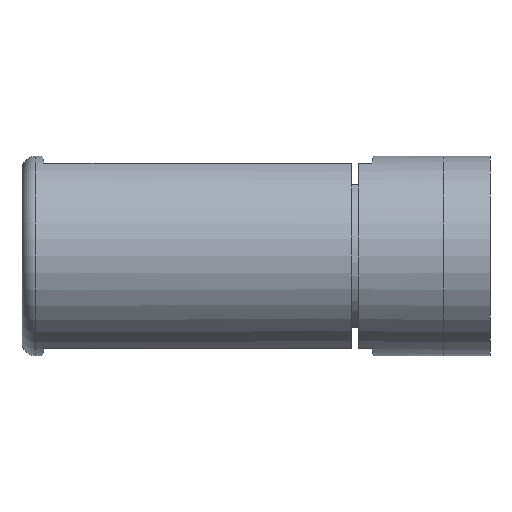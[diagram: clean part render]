
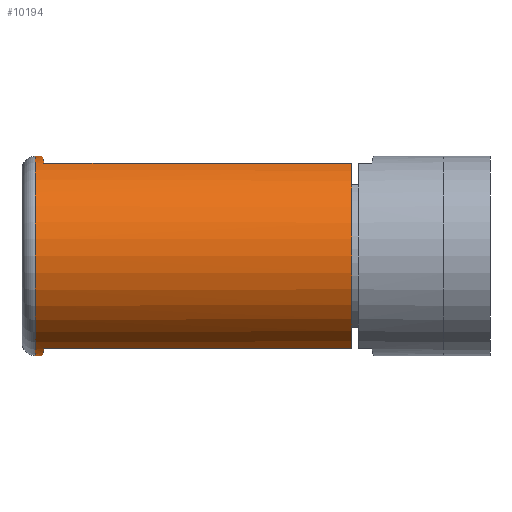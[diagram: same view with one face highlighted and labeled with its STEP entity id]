
A CAD part, left-side view. The second image highlights one B-rep face of the part: STEP entity #10194.
In plain terms, the highlighted cylindrical face has radius 15 mm (diameter 30 mm), a full revolution.
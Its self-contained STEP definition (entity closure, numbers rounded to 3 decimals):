
#26 = AXIS2_PLACEMENT_3D ( 'NONE', #2195, #10237, #14115 ) ;
#97 = CARTESIAN_POINT ( 'NONE',  ( 5.5, 4.788, 13.955 ) ) ;
#285 = VERTEX_POINT ( 'NONE', #16554 ) ;
#303 = EDGE_CURVE ( 'NONE', #1895, #16086, #2619, .T. ) ;
#548 = DIRECTION ( 'NONE',  ( 0., -1., 0. ) ) ;
#1003 = EDGE_CURVE ( 'NONE', #12955, #9001, #15020, .T. ) ;
#1103 = EDGE_CURVE ( 'NONE', #12995, #5477, #9931, .T. ) ;
#1156 = CARTESIAN_POINT ( 'NONE',  ( 5.5, 4.788, -13.955 ) ) ;
#1215 = VECTOR ( 'NONE', #10018, 1000. ) ;
#1541 = DIRECTION ( 'NONE',  ( 0., 1., 0. ) ) ;
#1895 = VERTEX_POINT ( 'NONE', #97 ) ;
#1965 = CARTESIAN_POINT ( 'NONE',  ( -5.5, 51.15, 13.955 ) ) ;
#2038 = LINE ( 'NONE', #8695, #15825 ) ;
#2195 = CARTESIAN_POINT ( 'NONE',  ( 0., 51.15, 0. ) ) ;
#2392 = EDGE_CURVE ( 'NONE', #5477, #5166, #2038, .T. ) ;
#2394 = EDGE_LOOP ( 'NONE', ( #6599 ) ) ;
#2619 =( BOUNDED_CURVE ( )  B_SPLINE_CURVE ( 3, ( #14818, #16154, #14644, #6682 ),
 .UNSPECIFIED., .F., .F. ) 
 B_SPLINE_CURVE_WITH_KNOTS ( ( 4, 4 ),
 ( 4.337, 4.712 ),
 .UNSPECIFIED. ) 
 CURVE ( )  GEOMETRIC_REPRESENTATION_ITEM ( )  RATIONAL_B_SPLINE_CURVE ( ( 1., 0.988, 0.988, 1. ) ) 
 REPRESENTATION_ITEM ( '' )  );
#3050 = VERTEX_POINT ( 'NONE', #7829 ) ;
#3073 = CARTESIAN_POINT ( 'NONE',  ( -1.888, 4.599, -15. ) ) ;
#3130 = CARTESIAN_POINT ( 'NONE',  ( -5.5, 4.788, 13.955 ) ) ;
#3146 = CIRCLE ( 'NONE', #26, 15. ) ;
#3590 = AXIS2_PLACEMENT_3D ( 'NONE', #15009, #7221, #9955 ) ;
#4165 = CARTESIAN_POINT ( 'NONE',  ( -5.5, 51.15, -13.955 ) ) ;
#4638 = CARTESIAN_POINT ( 'NONE',  ( 5.5, 51.15, 13.955 ) ) ;
#4745 = ORIENTED_EDGE ( 'NONE', *, *, #2392, .T. ) ;
#4868 = ORIENTED_EDGE ( 'NONE', *, *, #303, .T. ) ;
#5062 = ORIENTED_EDGE ( 'NONE', *, *, #6151, .T. ) ;
#5166 = VERTEX_POINT ( 'NONE', #6164 ) ;
#5219 = VECTOR ( 'NONE', #5648, 1000. ) ;
#5279 = CARTESIAN_POINT ( 'NONE',  ( 0., 4.5, 15. ) ) ;
#5477 = VERTEX_POINT ( 'NONE', #1156 ) ;
#5566 = FACE_OUTER_BOUND ( 'NONE', #2394, .T. ) ;
#5648 = DIRECTION ( 'NONE',  ( 0., -1., 0. ) ) ;
#5784 = VERTEX_POINT ( 'NONE', #1965 ) ;
#5913 = EDGE_CURVE ( 'NONE', #12955, #5784, #3146, .T. ) ;
#6065 = LINE ( 'NONE', #12623, #1215 ) ;
#6151 = EDGE_CURVE ( 'NONE', #16086, #3050, #14399, .T. ) ;
#6164 = CARTESIAN_POINT ( 'NONE',  ( 5.5, 51.15, -13.955 ) ) ;
#6272 = EDGE_CURVE ( 'NONE', #8165, #1895, #11494, .T. ) ;
#6304 =( BOUNDED_CURVE ( )  B_SPLINE_CURVE ( 3, ( #11001, #9850, #3073, #6954 ),
 .UNSPECIFIED., .F., .F. ) 
 B_SPLINE_CURVE_WITH_KNOTS ( ( 4, 4 ),
 ( 4.337, 4.712 ),
 .UNSPECIFIED. ) 
 CURVE ( )  GEOMETRIC_REPRESENTATION_ITEM ( )  RATIONAL_B_SPLINE_CURVE ( ( 1., 0.988, 0.988, 1. ) ) 
 REPRESENTATION_ITEM ( '' )  );
#6514 = ORIENTED_EDGE ( 'NONE', *, *, #14159, .T. ) ;
#6599 = ORIENTED_EDGE ( 'NONE', *, *, #14033, .T. ) ;
#6682 = CARTESIAN_POINT ( 'NONE',  ( 0., 4.5, 15. ) ) ;
#6708 = ORIENTED_EDGE ( 'NONE', *, *, #6969, .T. ) ;
#6852 = CIRCLE ( 'NONE', #3590, 15. ) ;
#6954 = CARTESIAN_POINT ( 'NONE',  ( 0., 4.5, -15. ) ) ;
#6969 = EDGE_CURVE ( 'NONE', #3050, #5784, #6065, .T. ) ;
#7221 = DIRECTION ( 'NONE',  ( 0., 1., 0. ) ) ;
#7323 = CIRCLE ( 'NONE', #12924, 15. ) ;
#7417 = CARTESIAN_POINT ( 'NONE',  ( 5.5, 4.788, -13.955 ) ) ;
#7829 = CARTESIAN_POINT ( 'NONE',  ( -5.5, 4.788, 13.955 ) ) ;
#8165 = VERTEX_POINT ( 'NONE', #15350 ) ;
#8514 = CARTESIAN_POINT ( 'NONE',  ( -3.743, 4.696, 14.648 ) ) ;
#8695 = CARTESIAN_POINT ( 'NONE',  ( 5.5, 51.15, -13.955 ) ) ;
#9001 = VERTEX_POINT ( 'NONE', #14227 ) ;
#9080 = CARTESIAN_POINT ( 'NONE',  ( -5.5, 51.15, -13.955 ) ) ;
#9495 = CARTESIAN_POINT ( 'NONE',  ( 0., 3.5, 0. ) ) ;
#9520 = EDGE_CURVE ( 'NONE', #8165, #5166, #6852, .T. ) ;
#9530 = CYLINDRICAL_SURFACE ( 'NONE', #14438, 15. ) ;
#9850 = CARTESIAN_POINT ( 'NONE',  ( -3.743, 4.696, -14.648 ) ) ;
#9931 =( BOUNDED_CURVE ( )  B_SPLINE_CURVE ( 3, ( #12792, #10202, #14198, #7417 ),
 .UNSPECIFIED., .F., .F. ) 
 B_SPLINE_CURVE_WITH_KNOTS ( ( 4, 4 ),
 ( 1.571, 1.946 ),
 .UNSPECIFIED. ) 
 CURVE ( )  GEOMETRIC_REPRESENTATION_ITEM ( )  RATIONAL_B_SPLINE_CURVE ( ( 1., 0.988, 0.988, 1. ) ) 
 REPRESENTATION_ITEM ( '' )  );
#9955 = DIRECTION ( 'NONE',  ( 0., 0., 1. ) ) ;
#10018 = DIRECTION ( 'NONE',  ( 0., 1., 0. ) ) ;
#10118 = DIRECTION ( 'NONE',  ( 0., 0., -1. ) ) ;
#10194 = ADVANCED_FACE ( 'NONE', ( #5566, #15362 ), #9530, .T. ) ;
#10202 = CARTESIAN_POINT ( 'NONE',  ( 1.888, 4.599, -15. ) ) ;
#10237 = DIRECTION ( 'NONE',  ( 0., 1., 0. ) ) ;
#10682 = ORIENTED_EDGE ( 'NONE', *, *, #9520, .F. ) ;
#11001 = CARTESIAN_POINT ( 'NONE',  ( -5.5, 4.788, -13.955 ) ) ;
#11234 = DIRECTION ( 'NONE',  ( 0., 1., 0. ) ) ;
#11494 = LINE ( 'NONE', #4638, #14796 ) ;
#12054 = CARTESIAN_POINT ( 'NONE',  ( -1.888, 4.599, 15. ) ) ;
#12544 = ORIENTED_EDGE ( 'NONE', *, *, #6272, .T. ) ;
#12623 = CARTESIAN_POINT ( 'NONE',  ( -5.5, 51.15, 13.955 ) ) ;
#12792 = CARTESIAN_POINT ( 'NONE',  ( 0., 4.5, -15. ) ) ;
#12924 = AXIS2_PLACEMENT_3D ( 'NONE', #9495, #1541, #14784 ) ;
#12955 = VERTEX_POINT ( 'NONE', #9080 ) ;
#12995 = VERTEX_POINT ( 'NONE', #15695 ) ;
#13611 = EDGE_LOOP ( 'NONE', ( #17189, #4745, #10682, #12544, #4868, #5062, #6708, #15078, #15434, #6514 ) ) ;
#13993 = DIRECTION ( 'NONE',  ( 0., -1., 0. ) ) ;
#14033 = EDGE_CURVE ( 'NONE', #285, #285, #7323, .T. ) ;
#14115 = DIRECTION ( 'NONE',  ( 0., 0., 1. ) ) ;
#14159 = EDGE_CURVE ( 'NONE', #9001, #12995, #6304, .T. ) ;
#14198 = CARTESIAN_POINT ( 'NONE',  ( 3.743, 4.696, -14.648 ) ) ;
#14227 = CARTESIAN_POINT ( 'NONE',  ( -5.5, 4.788, -13.955 ) ) ;
#14399 =( BOUNDED_CURVE ( )  B_SPLINE_CURVE ( 3, ( #15999, #12054, #8514, #3130 ),
 .UNSPECIFIED., .F., .F. ) 
 B_SPLINE_CURVE_WITH_KNOTS ( ( 4, 4 ),
 ( 1.571, 1.946 ),
 .UNSPECIFIED. ) 
 CURVE ( )  GEOMETRIC_REPRESENTATION_ITEM ( )  RATIONAL_B_SPLINE_CURVE ( ( 1., 0.988, 0.988, 1. ) ) 
 REPRESENTATION_ITEM ( '' )  );
#14438 = AXIS2_PLACEMENT_3D ( 'NONE', #16723, #13993, #10118 ) ;
#14644 = CARTESIAN_POINT ( 'NONE',  ( 1.888, 4.599, 15. ) ) ;
#14784 = DIRECTION ( 'NONE',  ( 0., 0., -1. ) ) ;
#14796 = VECTOR ( 'NONE', #548, 1000. ) ;
#14818 = CARTESIAN_POINT ( 'NONE',  ( 5.5, 4.788, 13.955 ) ) ;
#15009 = CARTESIAN_POINT ( 'NONE',  ( 0., 51.15, 0. ) ) ;
#15020 = LINE ( 'NONE', #4165, #5219 ) ;
#15078 = ORIENTED_EDGE ( 'NONE', *, *, #5913, .F. ) ;
#15350 = CARTESIAN_POINT ( 'NONE',  ( 5.5, 51.15, 13.955 ) ) ;
#15362 = FACE_OUTER_BOUND ( 'NONE', #13611, .T. ) ;
#15434 = ORIENTED_EDGE ( 'NONE', *, *, #1003, .T. ) ;
#15695 = CARTESIAN_POINT ( 'NONE',  ( 0., 4.5, -15. ) ) ;
#15825 = VECTOR ( 'NONE', #11234, 1000. ) ;
#15999 = CARTESIAN_POINT ( 'NONE',  ( 0., 4.5, 15. ) ) ;
#16086 = VERTEX_POINT ( 'NONE', #5279 ) ;
#16154 = CARTESIAN_POINT ( 'NONE',  ( 3.743, 4.696, 14.648 ) ) ;
#16554 = CARTESIAN_POINT ( 'NONE',  ( 0., 3.5, -15. ) ) ;
#16723 = CARTESIAN_POINT ( 'NONE',  ( 0., 51.15, 0. ) ) ;
#17189 = ORIENTED_EDGE ( 'NONE', *, *, #1103, .T. ) ;
